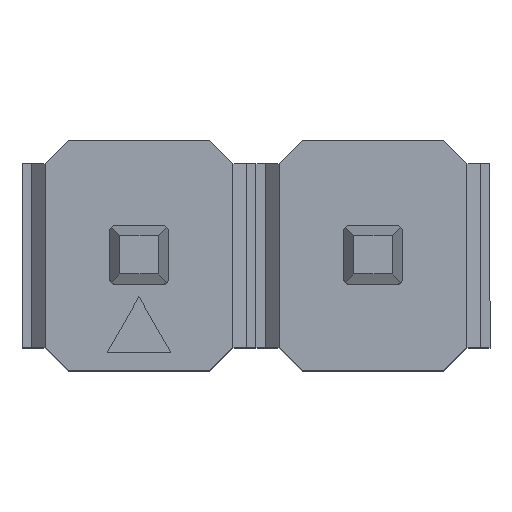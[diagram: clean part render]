
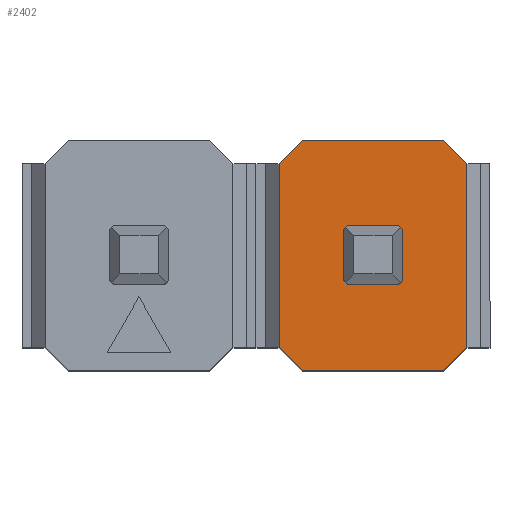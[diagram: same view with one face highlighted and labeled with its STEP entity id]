
A CAD part, top view. The second image highlights one B-rep face of the part: STEP entity #2402.
In plain terms, the highlighted planar face has unit normal (0, 0, 1).
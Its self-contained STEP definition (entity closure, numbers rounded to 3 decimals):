
#12 = ORIENTED_EDGE ( 'NONE', *, *, #3244, .F. ) ;
#157 = VERTEX_POINT ( 'NONE', #2363 ) ;
#239 = VERTEX_POINT ( 'NONE', #4299 ) ;
#279 = ORIENTED_EDGE ( 'NONE', *, *, #3522, .T. ) ;
#367 = VECTOR ( 'NONE', #3228, 1000. ) ;
#387 = CARTESIAN_POINT ( 'NONE',  ( 3.56, 1., 2.5 ) ) ;
#391 = VECTOR ( 'NONE', #2610, 1000. ) ;
#426 = FACE_OUTER_BOUND ( 'NONE', #1808, .T. ) ;
#445 = ORIENTED_EDGE ( 'NONE', *, *, #3026, .T. ) ;
#507 = LINE ( 'NONE', #3938, #1394 ) ;
#553 = EDGE_CURVE ( 'NONE', #157, #2843, #954, .T. ) ;
#727 = DIRECTION ( 'NONE',  ( 1., 0., 0. ) ) ;
#738 = VERTEX_POINT ( 'NONE', #1889 ) ;
#758 = CARTESIAN_POINT ( 'NONE',  ( 1.52, 0., 2.5 ) ) ;
#796 = DIRECTION ( 'NONE',  ( 0., 0., 1. ) ) ;
#954 = LINE ( 'NONE', #1722, #367 ) ;
#1212 = LINE ( 'NONE', #3415, #4811 ) ;
#1296 = VERTEX_POINT ( 'NONE', #4443 ) ;
#1394 = VECTOR ( 'NONE', #1643, 1000. ) ;
#1641 = VECTOR ( 'NONE', #727, 1000. ) ;
#1643 = DIRECTION ( 'NONE',  ( 0.707, 0.707, 0. ) ) ;
#1722 = CARTESIAN_POINT ( 'NONE',  ( 1.52, 1., 2.5 ) ) ;
#1808 = EDGE_LOOP ( 'NONE', ( #12, #279, #4341, #2936, #3122, #2694, #445, #3574 ) ) ;
#1819 = EDGE_CURVE ( 'NONE', #239, #3470, #507, .T. ) ;
#1836 = LINE ( 'NONE', #3313, #1641 ) ;
#1889 = CARTESIAN_POINT ( 'NONE',  ( 3.31, 1.25, 2.5 ) ) ;
#1946 = PLANE ( 'NONE',  #1949 ) ;
#1949 = AXIS2_PLACEMENT_3D ( 'NONE', #3431, #796, #2287 ) ;
#2287 = DIRECTION ( 'NONE',  ( 1., 0., 0. ) ) ;
#2311 = EDGE_CURVE ( 'NONE', #738, #157, #4741, .T. ) ;
#2363 = CARTESIAN_POINT ( 'NONE',  ( 1.77, 1.25, 2.5 ) ) ;
#2402 = ADVANCED_FACE ( 'NONE', ( #426 ), #1946, .T. ) ;
#2563 = DIRECTION ( 'NONE',  ( -1., 0., 0. ) ) ;
#2610 = DIRECTION ( 'NONE',  ( -0.707, 0.707, 0. ) ) ;
#2661 = CARTESIAN_POINT ( 'NONE',  ( 3.56, -1., 2.5 ) ) ;
#2694 = ORIENTED_EDGE ( 'NONE', *, *, #2733, .T. ) ;
#2733 = EDGE_CURVE ( 'NONE', #1296, #4026, #1212, .T. ) ;
#2843 = VERTEX_POINT ( 'NONE', #3964 ) ;
#2847 = DIRECTION ( 'NONE',  ( 0., -1., 0. ) ) ;
#2913 = VERTEX_POINT ( 'NONE', #387 ) ;
#2936 = ORIENTED_EDGE ( 'NONE', *, *, #553, .T. ) ;
#2973 = CARTESIAN_POINT ( 'NONE',  ( 3.56, 1., 2.5 ) ) ;
#3018 = LINE ( 'NONE', #2973, #391 ) ;
#3026 = EDGE_CURVE ( 'NONE', #4026, #239, #1836, .T. ) ;
#3048 = VECTOR ( 'NONE', #4162, 1000. ) ;
#3093 = LINE ( 'NONE', #758, #3048 ) ;
#3122 = ORIENTED_EDGE ( 'NONE', *, *, #4152, .F. ) ;
#3228 = DIRECTION ( 'NONE',  ( -0.707, -0.707, 0. ) ) ;
#3244 = EDGE_CURVE ( 'NONE', #2913, #3470, #4304, .T. ) ;
#3313 = CARTESIAN_POINT ( 'NONE',  ( 1.77, -1.25, 2.5 ) ) ;
#3415 = CARTESIAN_POINT ( 'NONE',  ( 1.52, -1., 2.5 ) ) ;
#3431 = CARTESIAN_POINT ( 'NONE',  ( 2.54, 0., 2.5 ) ) ;
#3470 = VERTEX_POINT ( 'NONE', #2661 ) ;
#3522 = EDGE_CURVE ( 'NONE', #2913, #738, #3018, .T. ) ;
#3574 = ORIENTED_EDGE ( 'NONE', *, *, #1819, .T. ) ;
#3624 = CARTESIAN_POINT ( 'NONE',  ( 1.77, 1.25, 2.5 ) ) ;
#3878 = VECTOR ( 'NONE', #2847, 1000. ) ;
#3938 = CARTESIAN_POINT ( 'NONE',  ( 3.56, -1., 2.5 ) ) ;
#3964 = CARTESIAN_POINT ( 'NONE',  ( 1.52, 1., 2.5 ) ) ;
#4026 = VERTEX_POINT ( 'NONE', #4389 ) ;
#4152 = EDGE_CURVE ( 'NONE', #1296, #2843, #3093, .T. ) ;
#4162 = DIRECTION ( 'NONE',  ( 0., 1., 0. ) ) ;
#4207 = DIRECTION ( 'NONE',  ( 0.707, -0.707, 0. ) ) ;
#4245 = CARTESIAN_POINT ( 'NONE',  ( 3.56, 0., 2.5 ) ) ;
#4299 = CARTESIAN_POINT ( 'NONE',  ( 3.31, -1.25, 2.5 ) ) ;
#4304 = LINE ( 'NONE', #4245, #3878 ) ;
#4341 = ORIENTED_EDGE ( 'NONE', *, *, #2311, .T. ) ;
#4389 = CARTESIAN_POINT ( 'NONE',  ( 1.77, -1.25, 2.5 ) ) ;
#4427 = VECTOR ( 'NONE', #2563, 1000. ) ;
#4443 = CARTESIAN_POINT ( 'NONE',  ( 1.52, -1., 2.5 ) ) ;
#4741 = LINE ( 'NONE', #3624, #4427 ) ;
#4811 = VECTOR ( 'NONE', #4207, 1000. ) ;
